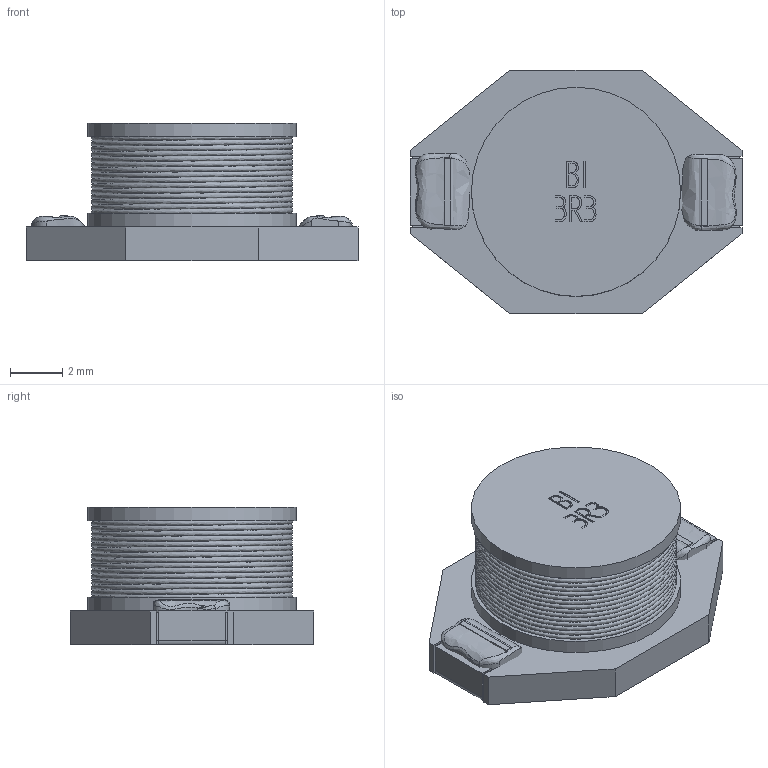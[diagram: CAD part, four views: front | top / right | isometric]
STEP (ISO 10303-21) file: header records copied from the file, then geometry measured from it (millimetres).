
FILE_DESCRIPTION(/* description */ ('Unknown'),/* implementation_level */ '2;1');
FILE_NAME(/* name */ 'HM71-30',/* time_stamp */ '2021-12-23T12:05:34+08:00',/* author */ ('Unknown'),/* organization */ ('Unknown'),/* preprocessor_version */ 'ST-DEVELOPER v16.7',/* originating_system */ 'Solid Edge',/* authorisation */ 'Unknown');
FILE_SCHEMA (('AUTOMOTIVE_DESIGN {1 0 10303 214 3 1 1}'));
Length unit declared in the file: millimetre
Products named in the file (3): HM71-30; Part1
Assembly tree (3 placements, depth 2):
  HM71-30
    HM71-30
    Part1  x2
Bounding box: 12.7 x 9.3 x 5.27 mm (x, y, z)
Volume: 190.3 mm3; surface area: 612.4 mm2
Topology: 3 solids, 3 shells, 142 faces, 373 edges, 246 vertices
Faces by surface type: plane 93, bspline 43, cylinder 6
Full cylindrical faces by diameter (mm): 8 x2
Entity records: 7045 total; most frequent: CARTESIAN_POINT 3253, ORIENTED_EDGE 672, DIRECTION 454, EDGE_CURVE 336, LINE 230, VECTOR 230, VERTEX_POINT 225, EDGE_LOOP 143
